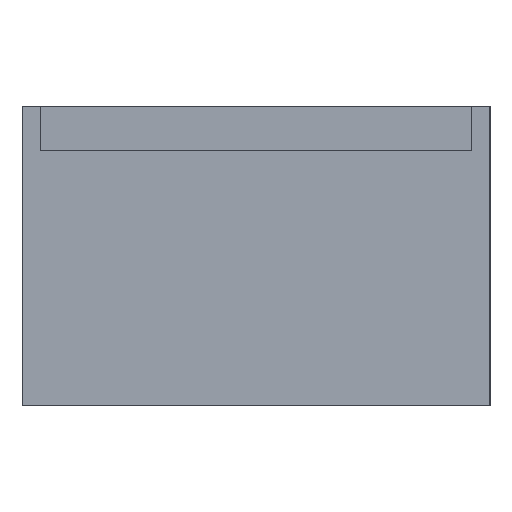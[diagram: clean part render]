
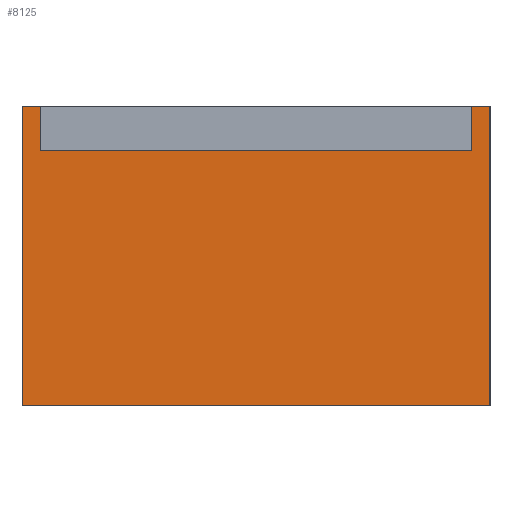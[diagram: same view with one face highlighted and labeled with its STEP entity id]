
A CAD part, left-side view. The second image highlights one B-rep face of the part: STEP entity #8125.
In plain terms, the highlighted planar face has unit normal (-1, 0, 0).
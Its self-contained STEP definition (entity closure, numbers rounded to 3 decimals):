
#1331=FACE_OUTER_BOUND('',#1789,.T.);
#1789=EDGE_LOOP('',(#7479,#7480,#7481,#7482,#7483,#7484,#7485,#7486));
#2426=LINE('',#16495,#3068);
#2428=LINE('',#16499,#3070);
#2429=LINE('',#16501,#3071);
#2430=LINE('',#16503,#3072);
#2431=LINE('',#16505,#3073);
#2432=LINE('',#16507,#3074);
#2433=LINE('',#16509,#3075);
#2434=LINE('',#16510,#3076);
#3068=VECTOR('',#9201,10.);
#3070=VECTOR('',#9205,10.);
#3071=VECTOR('',#9206,10.);
#3072=VECTOR('',#9207,10.);
#3073=VECTOR('',#9208,10.);
#3074=VECTOR('',#9209,10.);
#3075=VECTOR('',#9210,10.);
#3076=VECTOR('',#9211,10.);
#3887=VERTEX_POINT('',#16492);
#3888=VERTEX_POINT('',#16494);
#3889=VERTEX_POINT('',#16498);
#3890=VERTEX_POINT('',#16500);
#3891=VERTEX_POINT('',#16502);
#3892=VERTEX_POINT('',#16504);
#3893=VERTEX_POINT('',#16506);
#3894=VERTEX_POINT('',#16508);
#5092=EDGE_CURVE('',#3888,#3887,#2426,.T.);
#5094=EDGE_CURVE('',#3889,#3888,#2428,.T.);
#5095=EDGE_CURVE('',#3887,#3890,#2429,.T.);
#5096=EDGE_CURVE('',#3891,#3890,#2430,.T.);
#5097=EDGE_CURVE('',#3892,#3891,#2431,.T.);
#5098=EDGE_CURVE('',#3892,#3893,#2432,.T.);
#5099=EDGE_CURVE('',#3893,#3894,#2433,.T.);
#5100=EDGE_CURVE('',#3889,#3894,#2434,.T.);
#7479=ORIENTED_EDGE('',*,*,#5094,.T.);
#7480=ORIENTED_EDGE('',*,*,#5092,.T.);
#7481=ORIENTED_EDGE('',*,*,#5095,.T.);
#7482=ORIENTED_EDGE('',*,*,#5096,.F.);
#7483=ORIENTED_EDGE('',*,*,#5097,.F.);
#7484=ORIENTED_EDGE('',*,*,#5098,.T.);
#7485=ORIENTED_EDGE('',*,*,#5099,.T.);
#7486=ORIENTED_EDGE('',*,*,#5100,.F.);
#7695=PLANE('',#8290);
#8125=ADVANCED_FACE('',(#1331),#7695,.T.);
#8290=AXIS2_PLACEMENT_3D('',#16497,#9203,#9204);
#9201=DIRECTION('',(0.,1.,0.));
#9203=DIRECTION('center_axis',(-1.,0.,0.));
#9204=DIRECTION('ref_axis',(0.,-1.,0.));
#9205=DIRECTION('',(0.,0.,-1.));
#9206=DIRECTION('',(0.,0.,1.));
#9207=DIRECTION('',(0.,-1.,0.));
#9208=DIRECTION('',(0.,0.,1.));
#9209=DIRECTION('',(0.,-1.,0.));
#9210=DIRECTION('',(0.,0.,1.));
#9211=DIRECTION('',(0.,-1.,0.));
#16492=CARTESIAN_POINT('',(0.,122.,69.2));
#16494=CARTESIAN_POINT('',(0.,5.,69.2));
#16495=CARTESIAN_POINT('',(0.,95.25,69.2));
#16497=CARTESIAN_POINT('Origin',(0.,127.,0.));
#16498=CARTESIAN_POINT('',(0.,5.,81.2));
#16499=CARTESIAN_POINT('',(0.,5.,40.6));
#16500=CARTESIAN_POINT('',(0.,122.,81.2));
#16501=CARTESIAN_POINT('',(0.,122.,40.6));
#16502=CARTESIAN_POINT('',(0.,127.,81.2));
#16503=CARTESIAN_POINT('',(0.,122.,81.2));
#16504=CARTESIAN_POINT('',(0.,127.,0.));
#16505=CARTESIAN_POINT('',(0.,127.,0.));
#16506=CARTESIAN_POINT('',(0.,0.,0.));
#16507=CARTESIAN_POINT('',(0.,127.,0.));
#16508=CARTESIAN_POINT('',(0.,0.,81.2));
#16509=CARTESIAN_POINT('',(0.,0.,0.));
#16510=CARTESIAN_POINT('',(0.,122.,81.2));
